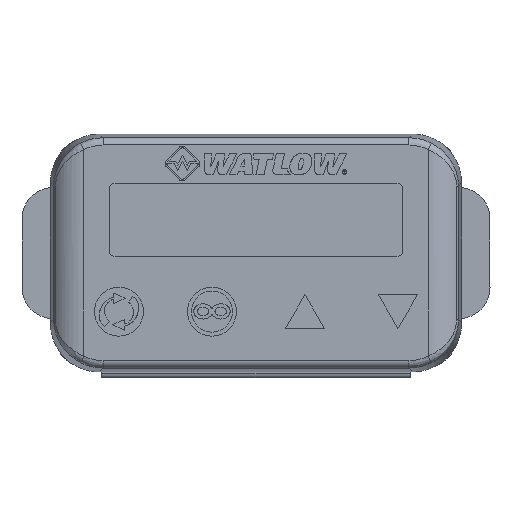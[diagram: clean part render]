
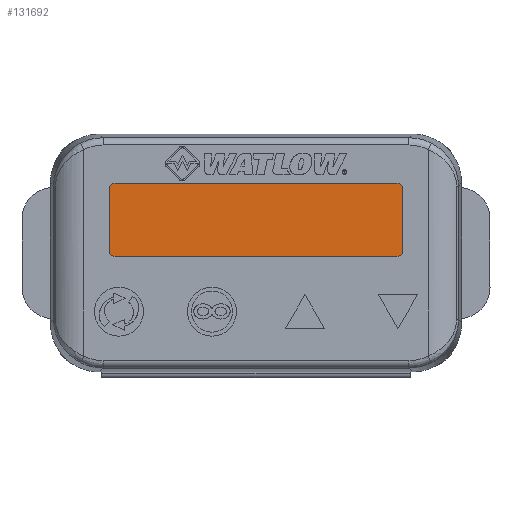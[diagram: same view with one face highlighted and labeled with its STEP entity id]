
A CAD part, top view. The second image highlights one B-rep face of the part: STEP entity #131692.
In plain terms, the highlighted planar face has unit normal (0, 0, 1).
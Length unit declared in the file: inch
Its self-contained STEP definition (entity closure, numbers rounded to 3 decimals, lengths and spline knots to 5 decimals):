
#1366 = DIRECTION ( 'NONE',  ( 0., -1., 0. ) ) ;
#1845 = EDGE_CURVE ( 'NONE', #67899, #110608, #113045, .T. ) ;
#7309 = CARTESIAN_POINT ( 'NONE',  ( 0.75, 0.011, 0.4 ) ) ;
#7540 = DIRECTION ( 'NONE',  ( 1., 0., 0. ) ) ;
#7572 = AXIS2_PLACEMENT_3D ( 'NONE', #144540, #121318, #7540 ) ;
#9502 = VERTEX_POINT ( 'NONE', #7309 ) ;
#9749 = AXIS2_PLACEMENT_3D ( 'NONE', #76240, #75429, #63017 ) ;
#10787 = AXIS2_PLACEMENT_3D ( 'NONE', #125224, #51213, #126021 ) ;
#10914 = LINE ( 'NONE', #36643, #42120 ) ;
#13842 = EDGE_LOOP ( 'NONE', ( #64268, #132126, #128068, #45385, #147814, #43075, #63603, #139987 ) ) ;
#17684 = CIRCLE ( 'NONE', #9749, 0.03 ) ;
#18150 = AXIS2_PLACEMENT_3D ( 'NONE', #72496, #86608, #147274 ) ;
#19650 = EDGE_CURVE ( 'NONE', #25056, #114126, #17684, .T. ) ;
#19909 = CARTESIAN_POINT ( 'NONE',  ( -0.75, 0.011, 0.4 ) ) ;
#22875 = AXIS2_PLACEMENT_3D ( 'NONE', #149966, #123441, #126664 ) ;
#24762 = PLANE ( 'NONE',  #10787 ) ;
#24783 = LINE ( 'NONE', #126046, #122088 ) ;
#25056 = VERTEX_POINT ( 'NONE', #19909 ) ;
#26975 = EDGE_CURVE ( 'NONE', #67899, #112794, #69560, .T. ) ;
#36643 = CARTESIAN_POINT ( 'NONE',  ( -0.75, 0.326, 0.4 ) ) ;
#42120 = VECTOR ( 'NONE', #73975, 39.37008 ) ;
#43075 = ORIENTED_EDGE ( 'NONE', *, *, #26975, .F. ) ;
#43837 = CARTESIAN_POINT ( 'NONE',  ( 0.72, 0.356, 0.4 ) ) ;
#44969 = VERTEX_POINT ( 'NONE', #50644 ) ;
#45385 = ORIENTED_EDGE ( 'NONE', *, *, #57631, .F. ) ;
#46766 = CARTESIAN_POINT ( 'NONE',  ( -0.75, 0.326, 0.4 ) ) ;
#50291 = EDGE_CURVE ( 'NONE', #44969, #114126, #104203, .T. ) ;
#50644 = CARTESIAN_POINT ( 'NONE',  ( 0.72, -0.019, 0.4 ) ) ;
#51213 = DIRECTION ( 'NONE',  ( 0., 0., 1. ) ) ;
#52647 = CARTESIAN_POINT ( 'NONE',  ( -0.72, -0.019, 0.4 ) ) ;
#57631 = EDGE_CURVE ( 'NONE', #122945, #9502, #24783, .T. ) ;
#63017 = DIRECTION ( 'NONE',  ( 1., 0., 0. ) ) ;
#63603 = ORIENTED_EDGE ( 'NONE', *, *, #1845, .T. ) ;
#64268 = ORIENTED_EDGE ( 'NONE', *, *, #19650, .T. ) ;
#65185 = CARTESIAN_POINT ( 'NONE',  ( 0.72, 0.356, 0.4 ) ) ;
#67088 = EDGE_CURVE ( 'NONE', #25056, #110608, #10914, .T. ) ;
#67899 = VERTEX_POINT ( 'NONE', #147971 ) ;
#69560 = LINE ( 'NONE', #43837, #107085 ) ;
#72496 = CARTESIAN_POINT ( 'NONE',  ( 0.72, 0.326, 0.4 ) ) ;
#73975 = DIRECTION ( 'NONE',  ( 0., 1., 0. ) ) ;
#75429 = DIRECTION ( 'NONE',  ( 0., 0., 1. ) ) ;
#76240 = CARTESIAN_POINT ( 'NONE',  ( -0.72, 0.011, 0.4 ) ) ;
#86608 = DIRECTION ( 'NONE',  ( 0., 0., -1. ) ) ;
#87113 = CIRCLE ( 'NONE', #7572, 0.03 ) ;
#94502 = DIRECTION ( 'NONE',  ( 1., 0., 0. ) ) ;
#103385 = DIRECTION ( 'NONE',  ( -1., 0., 0. ) ) ;
#104203 = LINE ( 'NONE', #52647, #135960 ) ;
#107085 = VECTOR ( 'NONE', #94502, 39.37008 ) ;
#110608 = VERTEX_POINT ( 'NONE', #46766 ) ;
#112794 = VERTEX_POINT ( 'NONE', #65185 ) ;
#113045 = CIRCLE ( 'NONE', #22875, 0.03 ) ;
#114126 = VERTEX_POINT ( 'NONE', #157756 ) ;
#121318 = DIRECTION ( 'NONE',  ( 0., 0., 1. ) ) ;
#122088 = VECTOR ( 'NONE', #1366, 39.37008 ) ;
#122945 = VERTEX_POINT ( 'NONE', #134469 ) ;
#123441 = DIRECTION ( 'NONE',  ( 0., 0., 1. ) ) ;
#125224 = CARTESIAN_POINT ( 'NONE',  ( -0.75, -0.019, 0.4 ) ) ;
#126021 = DIRECTION ( 'NONE',  ( 1., 0., 0. ) ) ;
#126046 = CARTESIAN_POINT ( 'NONE',  ( 0.75, 0.011, 0.4 ) ) ;
#126664 = DIRECTION ( 'NONE',  ( 1., 0., 0. ) ) ;
#126846 = FACE_OUTER_BOUND ( 'NONE', #13842, .T. ) ;
#128068 = ORIENTED_EDGE ( 'NONE', *, *, #147231, .T. ) ;
#131692 = ADVANCED_FACE ( 'NONE', ( #126846 ), #24762, .T. ) ;
#132126 = ORIENTED_EDGE ( 'NONE', *, *, #50291, .F. ) ;
#134469 = CARTESIAN_POINT ( 'NONE',  ( 0.75, 0.326, 0.4 ) ) ;
#135960 = VECTOR ( 'NONE', #103385, 39.37008 ) ;
#139987 = ORIENTED_EDGE ( 'NONE', *, *, #67088, .F. ) ;
#144540 = CARTESIAN_POINT ( 'NONE',  ( 0.72, 0.011, 0.4 ) ) ;
#146247 = EDGE_CURVE ( 'NONE', #112794, #122945, #158700, .T. ) ;
#147231 = EDGE_CURVE ( 'NONE', #44969, #9502, #87113, .T. ) ;
#147274 = DIRECTION ( 'NONE',  ( 1., 0., 0. ) ) ;
#147814 = ORIENTED_EDGE ( 'NONE', *, *, #146247, .F. ) ;
#147971 = CARTESIAN_POINT ( 'NONE',  ( -0.72, 0.356, 0.4 ) ) ;
#149966 = CARTESIAN_POINT ( 'NONE',  ( -0.72, 0.326, 0.4 ) ) ;
#157756 = CARTESIAN_POINT ( 'NONE',  ( -0.72, -0.019, 0.4 ) ) ;
#158700 = CIRCLE ( 'NONE', #18150, 0.03 ) ;
